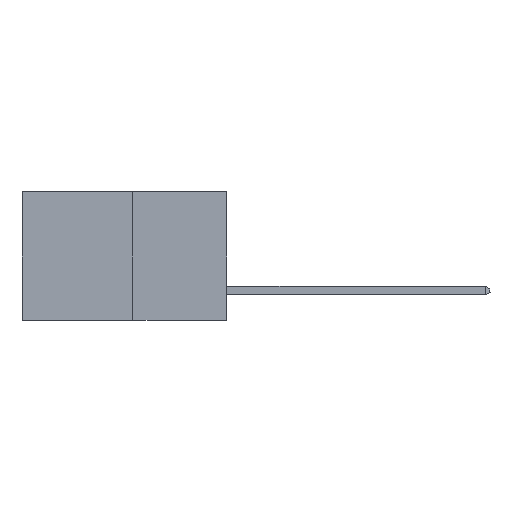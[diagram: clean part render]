
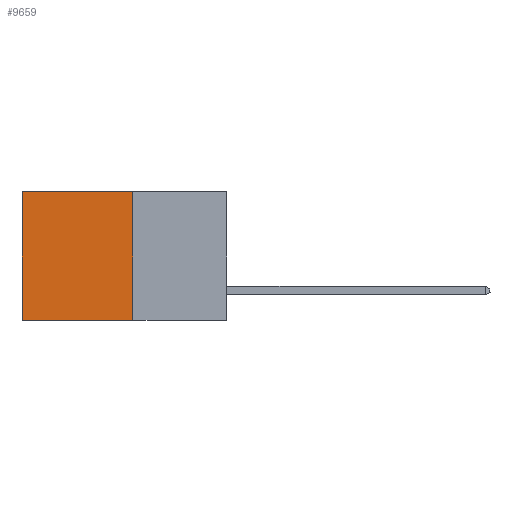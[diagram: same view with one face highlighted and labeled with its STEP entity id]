
A CAD part, left-side view. The second image highlights one B-rep face of the part: STEP entity #9659.
In plain terms, the highlighted planar face has unit normal (-1, 0, 0).
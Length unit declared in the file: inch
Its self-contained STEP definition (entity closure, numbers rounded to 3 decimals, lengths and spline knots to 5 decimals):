
#282 = VERTEX_POINT ( 'NONE', #8653 ) ;
#341 = CARTESIAN_POINT ( 'NONE',  ( 0.277, 0.27, -0.37 ) ) ;
#737 = EDGE_CURVE ( 'NONE', #23495, #4842, #15216, .T. ) ;
#1495 = DIRECTION ( 'NONE',  ( 0., 0., -1. ) ) ;
#4343 = DIRECTION ( 'NONE',  ( 0., 0., -1. ) ) ;
#4373 = FACE_OUTER_BOUND ( 'NONE', #16027, .T. ) ;
#4378 = VECTOR ( 'NONE', #4343, 39.37008 ) ;
#4784 = ORIENTED_EDGE ( 'NONE', *, *, #23232, .F. ) ;
#4842 = VERTEX_POINT ( 'NONE', #16477 ) ;
#5861 = ORIENTED_EDGE ( 'NONE', *, *, #21675, .T. ) ;
#5992 = CARTESIAN_POINT ( 'NONE',  ( 0.277, 0.27, -0.37 ) ) ;
#6199 = DIRECTION ( 'NONE',  ( 0., 1., 0. ) ) ;
#7269 = ORIENTED_EDGE ( 'NONE', *, *, #737, .F. ) ;
#7811 = DIRECTION ( 'NONE',  ( 0., 0., -1. ) ) ;
#8653 = CARTESIAN_POINT ( 'NONE',  ( 0.277, 0.27, 0. ) ) ;
#8654 = LINE ( 'NONE', #15304, #23150 ) ;
#9659 = ADVANCED_FACE ( 'NONE', ( #4373 ), #16892, .F. ) ;
#10773 = CARTESIAN_POINT ( 'NONE',  ( 0.277, 0.27, -0.37 ) ) ;
#11126 = ORIENTED_EDGE ( 'NONE', *, *, #21669, .T. ) ;
#13488 = CARTESIAN_POINT ( 'NONE',  ( 0.277, 0.59, -0.37 ) ) ;
#15216 = LINE ( 'NONE', #21358, #23665 ) ;
#15304 = CARTESIAN_POINT ( 'NONE',  ( 0.277, 0.27, 0. ) ) ;
#16027 = EDGE_LOOP ( 'NONE', ( #5861, #7269, #4784, #11126 ) ) ;
#16477 = CARTESIAN_POINT ( 'NONE',  ( 0.277, 0.59, -0.37 ) ) ;
#16892 = PLANE ( 'NONE',  #17720 ) ;
#17720 = AXIS2_PLACEMENT_3D ( 'NONE', #5992, #18707, #7811 ) ;
#18219 = VERTEX_POINT ( 'NONE', #18700 ) ;
#18321 = LINE ( 'NONE', #13488, #4378 ) ;
#18530 = LINE ( 'NONE', #10773, #21649 ) ;
#18700 = CARTESIAN_POINT ( 'NONE',  ( 0.277, 0.59, 0. ) ) ;
#18707 = DIRECTION ( 'NONE',  ( 1., 0., 0. ) ) ;
#21178 = DIRECTION ( 'NONE',  ( 0., 1., 0. ) ) ;
#21358 = CARTESIAN_POINT ( 'NONE',  ( 0.277, 0.27, -0.37 ) ) ;
#21649 = VECTOR ( 'NONE', #1495, 39.37008 ) ;
#21669 = EDGE_CURVE ( 'NONE', #282, #18219, #8654, .T. ) ;
#21675 = EDGE_CURVE ( 'NONE', #18219, #4842, #18321, .T. ) ;
#23150 = VECTOR ( 'NONE', #6199, 39.37008 ) ;
#23232 = EDGE_CURVE ( 'NONE', #282, #23495, #18530, .T. ) ;
#23495 = VERTEX_POINT ( 'NONE', #341 ) ;
#23665 = VECTOR ( 'NONE', #21178, 39.37008 ) ;
